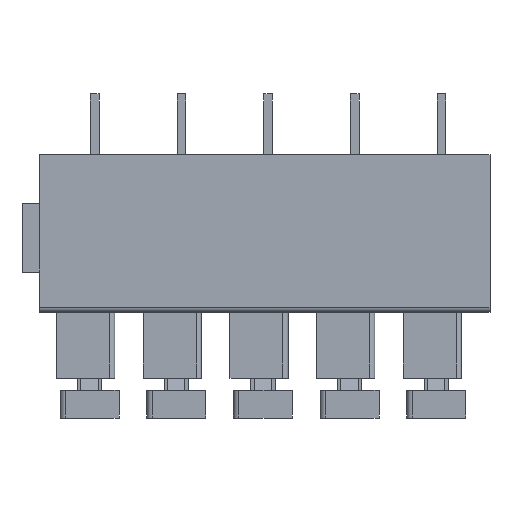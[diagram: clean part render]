
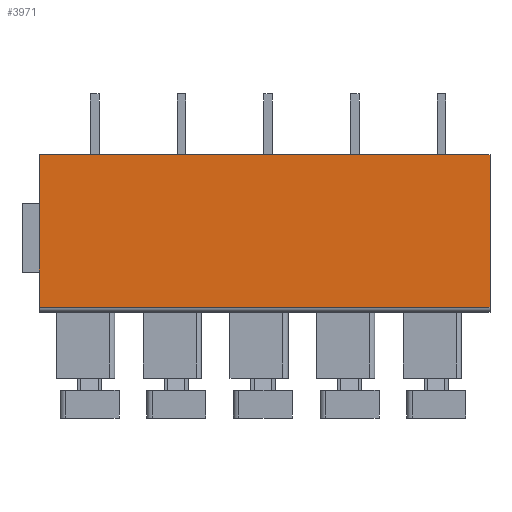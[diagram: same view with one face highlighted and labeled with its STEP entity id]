
A CAD part, left-side view. The second image highlights one B-rep face of the part: STEP entity #3971.
In plain terms, the highlighted planar face has unit normal (-1, 0, 0).
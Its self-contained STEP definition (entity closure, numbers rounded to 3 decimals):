
#19=DIRECTION('',(0.,0.,1.));
#20=VECTOR('',#19,8.8);
#21=CARTESIAN_POINT('',(-6.3,-22.8,-4.25));
#22=LINE('',#21,#20);
#114=DIRECTION('',(0.,1.,0.));
#115=VECTOR('',#114,26.);
#116=CARTESIAN_POINT('',(-6.3,-22.8,4.55));
#117=LINE('',#116,#115);
#278=DIRECTION('',(0.,1.,0.));
#279=VECTOR('',#278,26.);
#280=CARTESIAN_POINT('',(-6.3,-22.8,-4.25));
#281=LINE('',#280,#279);
#400=DIRECTION('',(0.,0.,1.));
#401=VECTOR('',#400,8.8);
#402=CARTESIAN_POINT('',(-6.3,3.2,-4.25));
#403=LINE('',#402,#401);
#2843=CARTESIAN_POINT('',(-6.3,-22.8,4.55));
#2845=VERTEX_POINT('',#2843);
#2857=CARTESIAN_POINT('',(-6.3,-22.8,-4.25));
#2859=VERTEX_POINT('',#2857);
#2871=CARTESIAN_POINT('',(-6.3,3.2,-4.25));
#2872=VERTEX_POINT('',#2871);
#2873=CARTESIAN_POINT('',(-6.3,3.2,4.55));
#2874=VERTEX_POINT('',#2873);
#3958=CARTESIAN_POINT('',(-6.3,-22.8,-4.55));
#3959=DIRECTION('',(-1.,0.,0.));
#3960=DIRECTION('',(0.,0.,1.));
#3961=AXIS2_PLACEMENT_3D('',#3958,#3959,#3960);
#3962=PLANE('',#3961);
#3964=ORIENTED_EDGE('',*,*,#3963,.T.);
#3966=ORIENTED_EDGE('',*,*,#3965,.T.);
#3967=ORIENTED_EDGE('',*,*,#3849,.F.);
#3968=ORIENTED_EDGE('',*,*,#3728,.F.);
#3969=EDGE_LOOP('',(#3964,#3966,#3967,#3968));
#3970=FACE_OUTER_BOUND('',#3969,.F.);
#3971=ADVANCED_FACE('',(#3970),#3962,.T.);
#3728=EDGE_CURVE('',#2859,#2845,#22,.T.);
#3849=EDGE_CURVE('',#2845,#2874,#117,.T.);
#3963=EDGE_CURVE('',#2859,#2872,#281,.T.);
#3965=EDGE_CURVE('',#2872,#2874,#403,.T.);
